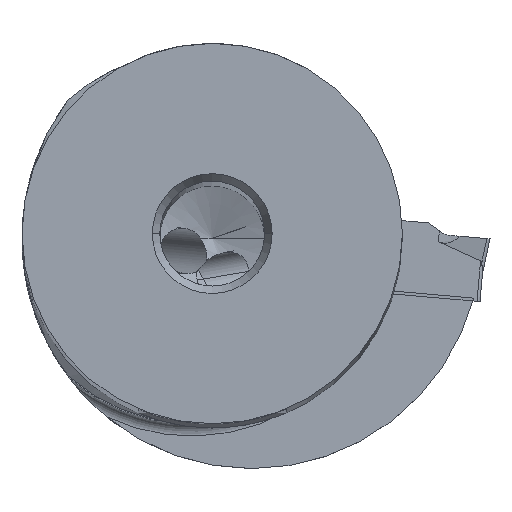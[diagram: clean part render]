
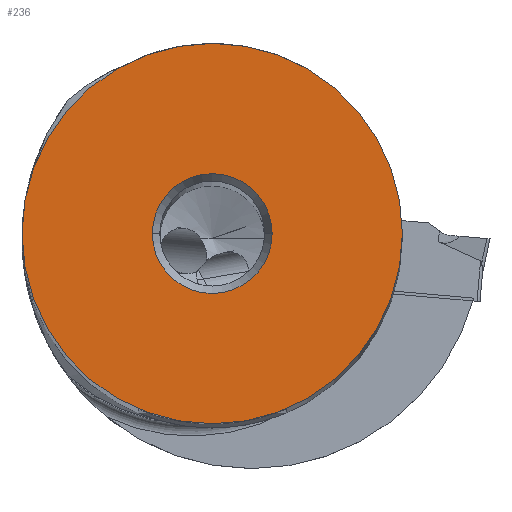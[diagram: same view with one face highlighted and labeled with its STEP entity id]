
A CAD part, top view. The second image highlights one B-rep face of the part: STEP entity #236.
In plain terms, the highlighted planar face has unit normal (0, 0, 1).
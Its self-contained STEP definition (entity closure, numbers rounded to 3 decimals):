
#55=FACE_BOUND('',#535,.T.);
#56=FACE_BOUND('',#536,.T.);
#236=ADVANCED_FACE('',(#55,#56),#326,.T.);
#326=PLANE('',#2872);
#535=EDGE_LOOP('',(#1030,#1031));
#536=EDGE_LOOP('',(#1032,#1033));
#1030=ORIENTED_EDGE('',*,*,#1853,.F.);
#1031=ORIENTED_EDGE('',*,*,#1848,.F.);
#1032=ORIENTED_EDGE('',*,*,#1854,.F.);
#1033=ORIENTED_EDGE('',*,*,#1855,.F.);
#1523=VERTEX_POINT('',#5139);
#1524=VERTEX_POINT('',#5141);
#1529=VERTEX_POINT('',#5154);
#1530=VERTEX_POINT('',#5155);
#1848=EDGE_CURVE('',#1524,#1523,#2191,.T.);
#1853=EDGE_CURVE('',#1523,#1524,#2192,.T.);
#1854=EDGE_CURVE('',#1529,#1530,#2193,.T.);
#1855=EDGE_CURVE('',#1530,#1529,#2194,.T.);
#2191=CIRCLE('',#2865,12.7);
#2192=CIRCLE('',#2869,12.7);
#2193=CIRCLE('',#2870,4.);
#2194=CIRCLE('',#2871,4.);
#2865=AXIS2_PLACEMENT_3D('',#5142,#3359,#3360);
#2869=AXIS2_PLACEMENT_3D('',#5152,#3369,#3370);
#2870=AXIS2_PLACEMENT_3D('',#5153,#3371,#3372);
#2871=AXIS2_PLACEMENT_3D('',#5156,#3373,#3374);
#2872=AXIS2_PLACEMENT_3D('',#5157,#3375,#3376);
#3359=DIRECTION('',(0.,0.,-1.));
#3360=DIRECTION('',(1.,0.,0.));
#3369=DIRECTION('',(0.,0.,-1.));
#3370=DIRECTION('',(-1.,0.,0.));
#3371=DIRECTION('',(0.,0.,1.));
#3372=DIRECTION('',(-1.,0.,0.));
#3373=DIRECTION('',(0.,0.,1.));
#3374=DIRECTION('',(1.,0.,0.));
#3375=DIRECTION('',(0.,0.,1.));
#3376=DIRECTION('',(1.,0.,0.));
#5139=CARTESIAN_POINT('',(-12.7,0.,0.));
#5141=CARTESIAN_POINT('',(12.7,0.,0.));
#5142=CARTESIAN_POINT('',(0.,0.,0.));
#5152=CARTESIAN_POINT('',(0.,0.,0.));
#5153=CARTESIAN_POINT('',(0.,0.,0.));
#5154=CARTESIAN_POINT('',(-4.,0.,0.));
#5155=CARTESIAN_POINT('',(4.,0.,0.));
#5156=CARTESIAN_POINT('',(0.,0.,0.));
#5157=CARTESIAN_POINT('',(0.,0.,0.));
